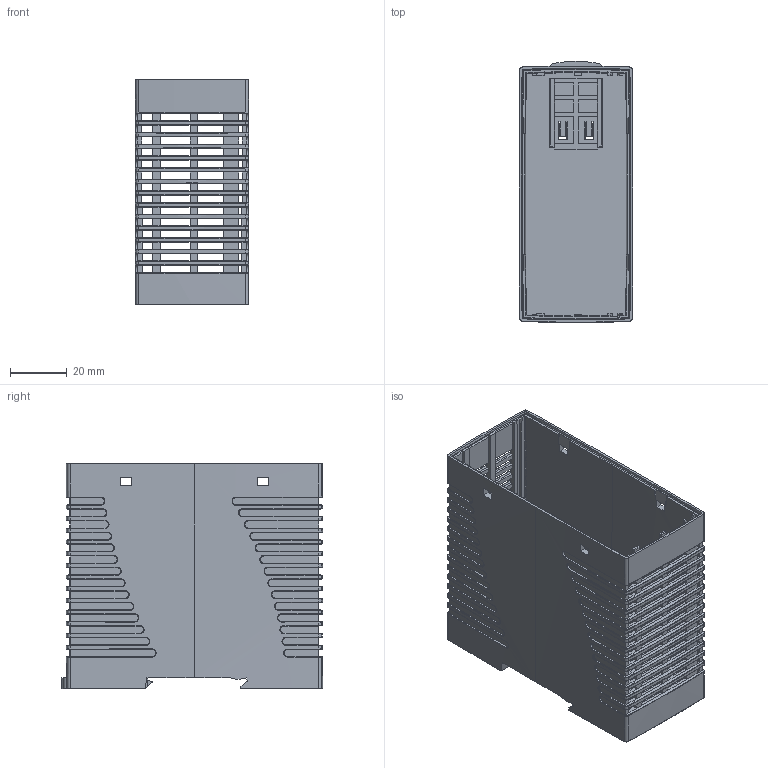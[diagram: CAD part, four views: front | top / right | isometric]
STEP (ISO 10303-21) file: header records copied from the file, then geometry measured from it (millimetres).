
FILE_DESCRIPTION (( 'STEP AP214' ), '1' );
FILE_NAME ('Skin_Group1.1^MDR-40&60(2)_MDR-40&60.STEP', '2021-01-22T10:50:56', ( '' ), ( '' ), 'SwSTEP 2.0', 'SolidWorks 2018', '' );
FILE_SCHEMA (( 'AUTOMOTIVE_DESIGN' ));
Length unit declared in the file: millimetre
Products named in the file (2): Skin_Group1.1^MDR-40&60(2)_MDR-40&60
Bounding box: 40 x 91.62 x 79.25 mm (x, y, z)
Volume: 42700.5 mm3; surface area: 51159.7 mm2
Topology: 1 solids, 1 shells, 1971 faces, 5255 edges, 3041 vertices
Faces by surface type: plane 902, bspline 442, cone 330, cylinder 192, torus 105
Entity records: 83338 total; most frequent: CARTESIAN_POINT 38565, ORIENTED_EDGE 10476, DIRECTION 8012, EDGE_CURVE 5238, VERTEX_POINT 3041, AXIS2_PLACEMENT_3D 2714, LINE 2584, VECTOR 2584
